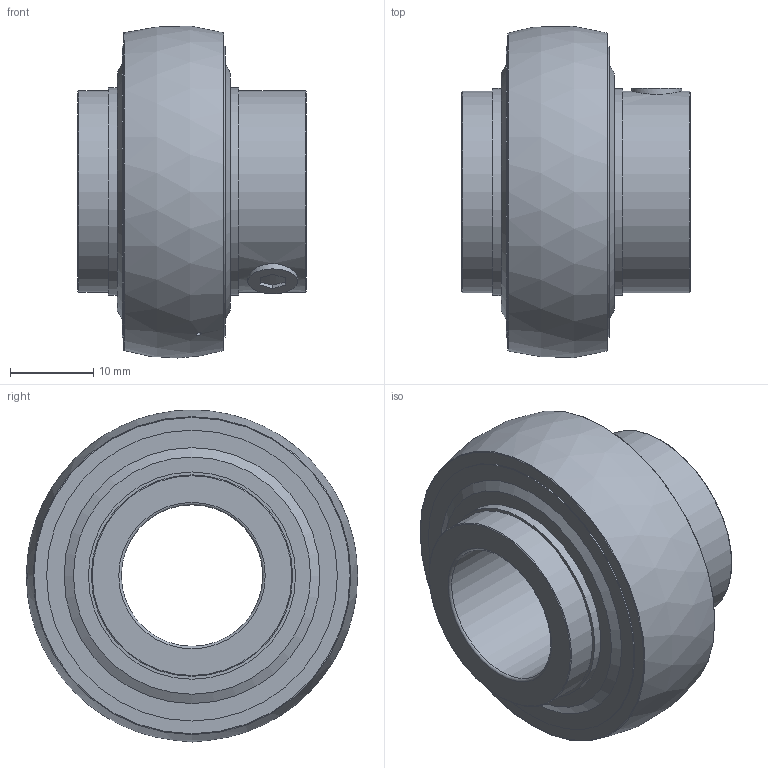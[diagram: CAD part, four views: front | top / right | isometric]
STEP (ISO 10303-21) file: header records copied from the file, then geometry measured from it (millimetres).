
FILE_DESCRIPTION(/* description */ ('STEP AP214'),/* implementation_level */ '2;1');
FILE_NAME(/* name */ 'SKF_YAR 203-2F',/* time_stamp */ '2023-07-29T15:59:23+02:00',/* author */ ('License CC BY-ND 4.0'),/* organization */ ('CADENAS'),/* preprocessor_version */ 'ST-DEVELOPER v19.3',/* originating_system */ 'PARTsolutions',/* authorisation */ ' ');
FILE_SCHEMA (('AUTOMOTIVE_DESIGN {1 0 10303 214 3 1 1}'));
Length unit declared in the file: millimetre
Products named in the file (10): SKF_YAR 203-2F; SKF_YAR 203-2F_PART9; SKF_YAR 203-2F_PART8; SKF_YAR 203-2F_PART7; SKF_YAR 203-2F_PART6; SKF_YAR 203-2F_PART5; SKF_YAR 203-2F_PART4; SKF_YAR 203-2F_PART3; SKF_YAR 203-2F_PART2; SKF_YAR 203-2F_PART1
Assembly tree (16 placements, depth 2):
  SKF_YAR 203-2F
    SKF_YAR 203-2F_PART9  x8
    SKF_YAR 203-2F_PART8
    SKF_YAR 203-2F_PART7
    SKF_YAR 203-2F_PART6
    SKF_YAR 203-2F_PART5
    SKF_YAR 203-2F_PART4
    SKF_YAR 203-2F_PART3
    SKF_YAR 203-2F_PART2
    SKF_YAR 203-2F_PART1
Bounding box: 27.4 x 39.8 x 39.89 mm (x, y, z)
Volume: 11107.4 mm3; surface area: 10627.3 mm2
Topology: 10 solids, 10 shells, 74 faces, 154 edges, 104 vertices
Faces by surface type: plane 28, cylinder 19, torus 10, sphere 9, cone 8
Full cylindrical faces by diameter (mm): 0.6 x2, 6 x2, 17 x1, 24.2 x4, 24.9 x2, 33.898 x2, 34.947 x4
Entity records: 1844 total; most frequent: DIRECTION 312, CARTESIAN_POINT 303, ORIENTED_EDGE 180, AXIS2_PLACEMENT_3D 144, FACE_BOUND 125, EDGE_LOOP 124, EDGE_CURVE 90, VERTEX_POINT 79
